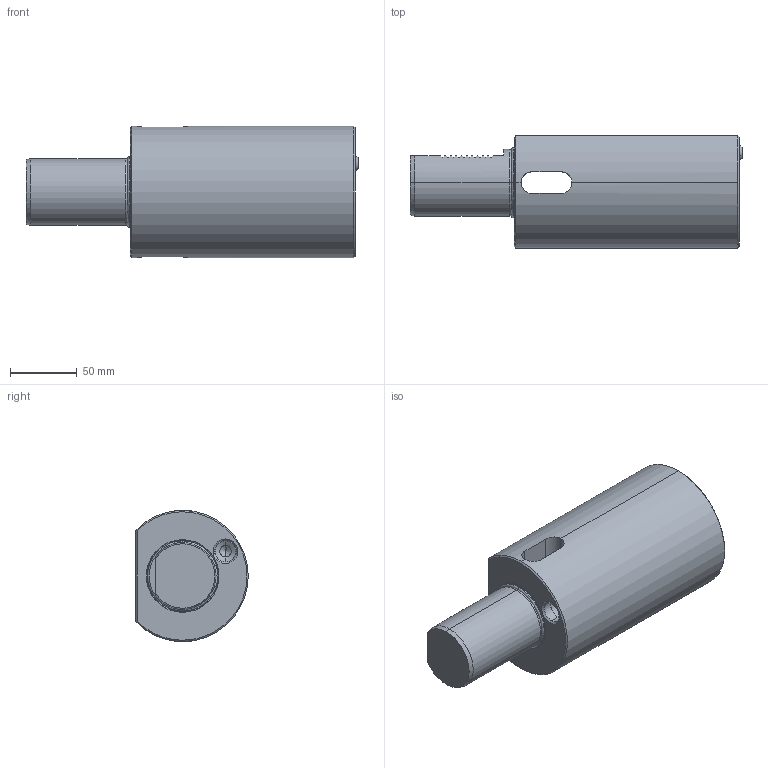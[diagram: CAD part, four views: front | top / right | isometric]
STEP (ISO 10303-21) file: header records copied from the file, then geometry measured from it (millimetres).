
FILE_DESCRIPTION (( 'STEP AP203' ), '1' );
FILE_NAME ('509.07.05.STEP', '2016-11-26T07:21:01', ( '' ), ( '' ), 'SwSTEP 2.0', 'SolidWorks 2012', '' );
FILE_SCHEMA (( 'CONFIG_CONTROL_DESIGN' ));
Length unit declared in the file: millimetre
Products named in the file (6): 皿頭_M5; 509.07.05; 管螺文螺絲; 出水銅嘴; VDI50       MA5; O型環48.7
Assembly tree (5 placements, depth 2):
  509.07.05
    VDI50       MA5
    O型環48.7
    出水銅嘴
    皿頭_M5
    管螺文螺絲
Bounding box: 248 x 84 x 98 mm (x, y, z)
Volume: 1053879.7 mm3; surface area: 109013.9 mm2
Topology: 16 solids, 16 shells, 318 faces, 803 edges, 508 vertices
Faces by surface type: cone 101, cylinder 96, plane 71, bspline 34, torus 14, sphere 2
Entity records: 32082 total; most frequent: CARTESIAN_POINT 24656, ORIENTED_EDGE 1584, DIRECTION 1181, EDGE_CURVE 792, VERTEX_POINT 505, AXIS2_PLACEMENT_3D 441, EDGE_LOOP 331, ADVANCED_FACE 318
